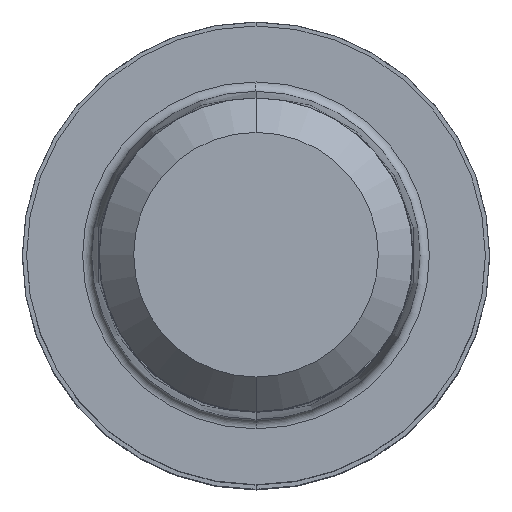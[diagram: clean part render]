
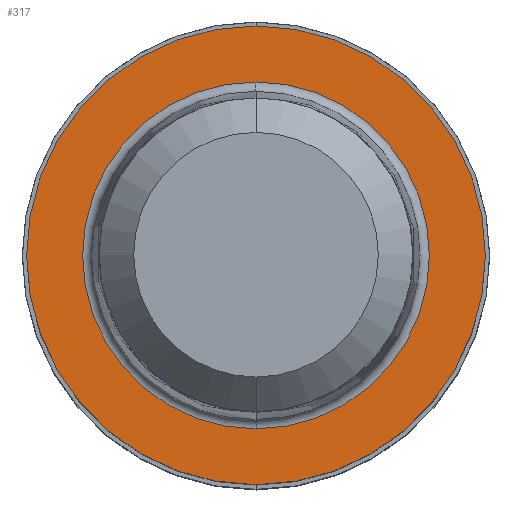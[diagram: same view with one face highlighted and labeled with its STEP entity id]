
A CAD part, top view. The second image highlights one B-rep face of the part: STEP entity #317.
In plain terms, the highlighted planar face has unit normal (0, 0, 1).
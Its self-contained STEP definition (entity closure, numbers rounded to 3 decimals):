
#225=EDGE_CURVE('',#495,#241,#566,.T.);
#241=VERTEX_POINT('',#583);
#289=EDGE_CURVE('',#241,#495,#638,.T.);
#303=EDGE_CURVE('',#377,#319,#653,.T.);
#317=ADVANCED_FACE('',(#670,#671),#672,.T.);
#319=VERTEX_POINT('',#674);
#377=VERTEX_POINT('',#742);
#407=EDGE_CURVE('',#319,#377,#775,.T.);
#495=VERTEX_POINT('',#872);
#566=CIRCLE('',#946,7.85);
#583=CARTESIAN_POINT('',(0.0,7.85,0.01));
#638=CIRCLE('',#1033,7.85);
#653=CIRCLE('',#1052,5.935);
#670=FACE_OUTER_BOUND('',#1073,.T.);
#671=FACE_BOUND('',#1074,.T.);
#672=PLANE('',#1075);
#674=CARTESIAN_POINT('',(0.,-5.935,0.01));
#742=CARTESIAN_POINT('',(0.0,5.935,0.01));
#775=CIRCLE('',#1209,5.935);
#872=CARTESIAN_POINT('',(0.,-7.85,0.01));
#946=AXIS2_PLACEMENT_3D('',#1411,#1412,#1413);
#1033=AXIS2_PLACEMENT_3D('',#1512,#1513,#1514);
#1052=AXIS2_PLACEMENT_3D('',#1532,#1533,#1534);
#1073=EDGE_LOOP('',(#1557,#1558));
#1074=EDGE_LOOP('',(#1559,#1560));
#1075=AXIS2_PLACEMENT_3D('',#1561,#1562,#1563);
#1209=AXIS2_PLACEMENT_3D('',#1687,#1688,#1689);
#1411=CARTESIAN_POINT('',(0.0,0.0,0.01));
#1412=DIRECTION('',(0.0,0.0,-1.0));
#1413=DIRECTION('',(0.0,1.0,0.0));
#1512=CARTESIAN_POINT('',(0.0,0.0,0.01));
#1513=DIRECTION('',(0.0,0.0,-1.0));
#1514=DIRECTION('',(0.0,1.0,0.0));
#1532=CARTESIAN_POINT('',(0.0,0.0,0.01));
#1533=DIRECTION('',(0.0,0.0,-1.0));
#1534=DIRECTION('',(0.0,1.0,0.0));
#1557=ORIENTED_EDGE('',*,*,#289,.F.);
#1558=ORIENTED_EDGE('',*,*,#225,.F.);
#1559=ORIENTED_EDGE('',*,*,#303,.T.);
#1560=ORIENTED_EDGE('',*,*,#407,.T.);
#1561=CARTESIAN_POINT('',(0.0,3.925,0.01));
#1562=DIRECTION('',(-0.0,0.0,1.0));
#1563=DIRECTION('',(0.0,-1.0,0.0));
#1687=CARTESIAN_POINT('',(0.0,0.0,0.01));
#1688=DIRECTION('',(0.0,0.0,-1.0));
#1689=DIRECTION('',(0.0,1.0,0.0));
